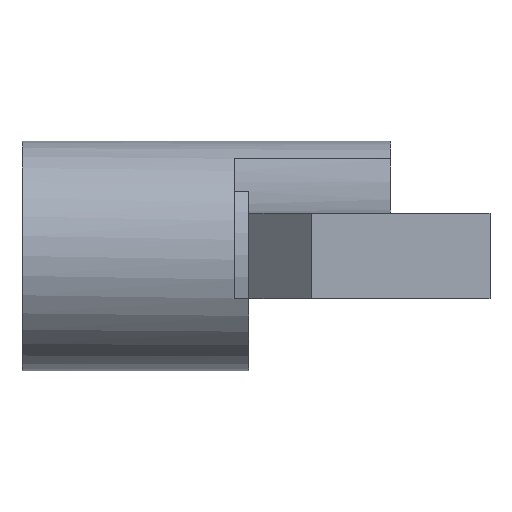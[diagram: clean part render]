
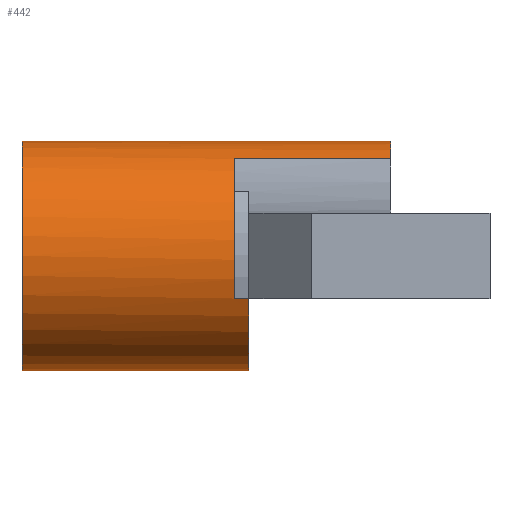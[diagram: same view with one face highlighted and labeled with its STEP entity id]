
A CAD part, front view. The second image highlights one B-rep face of the part: STEP entity #442.
In plain terms, the highlighted cylindrical face has radius 4.05 mm (diameter 8.1 mm), a full revolution.
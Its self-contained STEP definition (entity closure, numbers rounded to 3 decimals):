
#37=FACE_OUTER_BOUND('',#61,.T.);
#61=EDGE_LOOP('',(#314,#315,#316,#317,#318,#319,#320,#321,#322,#323,#324,
#325));
#88=LINE('',#673,#130);
#91=LINE('',#686,#133);
#93=LINE('',#694,#135);
#94=LINE('',#698,#136);
#95=LINE('',#702,#137);
#130=VECTOR('',#534,10.);
#133=VECTOR('',#545,10.);
#135=VECTOR('',#553,4.05);
#136=VECTOR('',#556,10.);
#137=VECTOR('',#559,10.);
#177=CIRCLE('',#487,4.05);
#178=CIRCLE('',#488,4.05);
#179=CIRCLE('',#489,4.05);
#180=CIRCLE('',#490,4.05);
#181=CIRCLE('',#491,4.05);
#182=CIRCLE('',#492,4.05);
#197=VERTEX_POINT('',#670);
#198=VERTEX_POINT('',#672);
#203=VERTEX_POINT('',#683);
#204=VERTEX_POINT('',#685);
#206=VERTEX_POINT('',#691);
#207=VERTEX_POINT('',#693);
#208=VERTEX_POINT('',#695);
#209=VERTEX_POINT('',#697);
#210=VERTEX_POINT('',#699);
#211=VERTEX_POINT('',#701);
#240=EDGE_CURVE('',#197,#198,#88,.T.);
#246=EDGE_CURVE('',#203,#204,#91,.T.);
#249=EDGE_CURVE('',#206,#206,#177,.T.);
#250=EDGE_CURVE('',#206,#207,#93,.T.);
#251=EDGE_CURVE('',#207,#208,#178,.T.);
#252=EDGE_CURVE('',#208,#209,#94,.T.);
#253=EDGE_CURVE('',#209,#210,#179,.T.);
#254=EDGE_CURVE('',#210,#211,#95,.T.);
#255=EDGE_CURVE('',#211,#198,#180,.T.);
#256=EDGE_CURVE('',#204,#197,#181,.T.);
#257=EDGE_CURVE('',#203,#207,#182,.T.);
#314=ORIENTED_EDGE('',*,*,#249,.F.);
#315=ORIENTED_EDGE('',*,*,#250,.T.);
#316=ORIENTED_EDGE('',*,*,#251,.T.);
#317=ORIENTED_EDGE('',*,*,#252,.T.);
#318=ORIENTED_EDGE('',*,*,#253,.T.);
#319=ORIENTED_EDGE('',*,*,#254,.T.);
#320=ORIENTED_EDGE('',*,*,#255,.T.);
#321=ORIENTED_EDGE('',*,*,#240,.F.);
#322=ORIENTED_EDGE('',*,*,#256,.F.);
#323=ORIENTED_EDGE('',*,*,#246,.F.);
#324=ORIENTED_EDGE('',*,*,#257,.T.);
#325=ORIENTED_EDGE('',*,*,#250,.F.);
#434=CYLINDRICAL_SURFACE('',#486,4.05);
#442=ADVANCED_FACE('',(#37),#434,.T.);
#486=AXIS2_PLACEMENT_3D('',#690,#549,#550);
#487=AXIS2_PLACEMENT_3D('',#692,#551,#552);
#488=AXIS2_PLACEMENT_3D('',#696,#554,#555);
#489=AXIS2_PLACEMENT_3D('',#700,#557,#558);
#490=AXIS2_PLACEMENT_3D('',#703,#560,#561);
#491=AXIS2_PLACEMENT_3D('',#704,#562,#563);
#492=AXIS2_PLACEMENT_3D('',#705,#564,#565);
#534=DIRECTION('',(-1.,0.,0.));
#545=DIRECTION('',(1.,0.,0.));
#549=DIRECTION('center_axis',(-1.,0.,0.));
#550=DIRECTION('ref_axis',(0.,-1.,0.));
#551=DIRECTION('center_axis',(-1.,0.,0.));
#552=DIRECTION('ref_axis',(0.,-1.,0.));
#553=DIRECTION('',(1.,0.,0.));
#554=DIRECTION('center_axis',(-1.,0.,0.));
#555=DIRECTION('ref_axis',(0.,-1.,0.));
#556=DIRECTION('',(1.,0.,0.));
#557=DIRECTION('center_axis',(-1.,0.,0.));
#558=DIRECTION('ref_axis',(0.,-1.,0.));
#559=DIRECTION('',(-1.,0.,0.));
#560=DIRECTION('center_axis',(-1.,0.,0.));
#561=DIRECTION('ref_axis',(0.,-1.,0.));
#562=DIRECTION('center_axis',(1.,0.,0.));
#563=DIRECTION('ref_axis',(0.,-1.,0.));
#564=DIRECTION('center_axis',(-1.,0.,0.));
#565=DIRECTION('ref_axis',(0.,-1.,0.));
#670=CARTESIAN_POINT('',(-12.5,-2.16,4.926));
#672=CARTESIAN_POINT('',(-18.,-2.16,4.926));
#673=CARTESIAN_POINT('',(-17.5,-2.16,4.926));
#683=CARTESIAN_POINT('',(-18.,2.16,4.926));
#685=CARTESIAN_POINT('',(-12.5,2.16,4.926));
#686=CARTESIAN_POINT('',(-17.5,2.16,4.926));
#690=CARTESIAN_POINT('Origin',(-17.5,0.,1.5));
#691=CARTESIAN_POINT('',(-25.5,4.05,1.5));
#692=CARTESIAN_POINT('Origin',(-25.5,0.,1.5));
#693=CARTESIAN_POINT('',(-18.,4.05,1.5));
#694=CARTESIAN_POINT('',(-17.5,4.05,1.5));
#695=CARTESIAN_POINT('',(-18.,3.762,0.));
#696=CARTESIAN_POINT('Origin',(-18.,0.,1.5));
#697=CARTESIAN_POINT('',(-17.5,3.762,0.));
#698=CARTESIAN_POINT('',(-17.5,3.762,0.));
#699=CARTESIAN_POINT('',(-17.5,-3.762,0.));
#700=CARTESIAN_POINT('Origin',(-17.5,0.,1.5));
#701=CARTESIAN_POINT('',(-18.,-3.762,0.));
#702=CARTESIAN_POINT('',(-17.5,-3.762,0.));
#703=CARTESIAN_POINT('Origin',(-18.,0.,1.5));
#704=CARTESIAN_POINT('Origin',(-12.5,0.,1.5));
#705=CARTESIAN_POINT('Origin',(-18.,0.,1.5));
